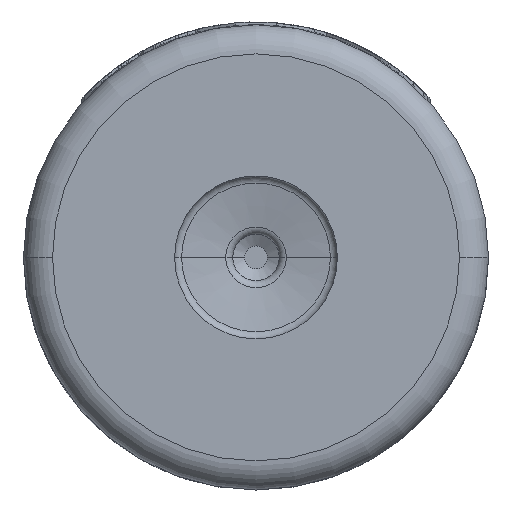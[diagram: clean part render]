
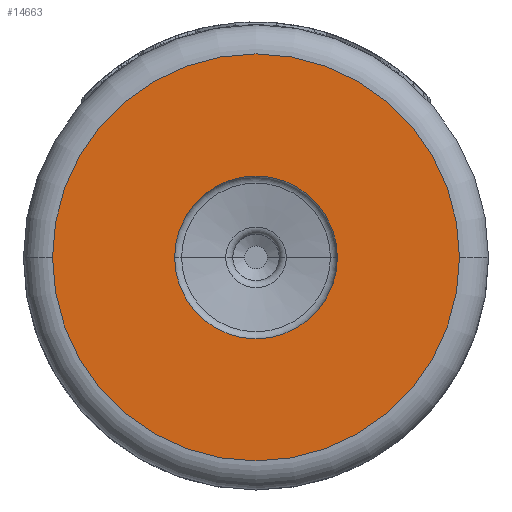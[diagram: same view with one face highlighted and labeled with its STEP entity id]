
A CAD part, front view. The second image highlights one B-rep face of the part: STEP entity #14663.
In plain terms, the highlighted planar face has unit normal (0, -1, 0).
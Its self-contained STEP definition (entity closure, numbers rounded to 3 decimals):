
#2167=CARTESIAN_POINT('',(0.,-4.,0.));
#2168=DIRECTION('',(0.,-1.,0.));
#2169=DIRECTION('',(-1.,0.,0.));
#2170=AXIS2_PLACEMENT_3D('',#2167,#2168,#2169);
#2182=CARTESIAN_POINT('',(0.,-4.,0.));
#2183=DIRECTION('',(0.,-1.,0.));
#2184=DIRECTION('',(-1.,0.,0.));
#2185=AXIS2_PLACEMENT_3D('',#2182,#2183,#2184);
#2187=CARTESIAN_POINT('',(0.,-4.,0.));
#2188=DIRECTION('',(0.,-1.,0.));
#2189=DIRECTION('',(1.,0.,0.));
#2190=AXIS2_PLACEMENT_3D('',#2187,#2188,#2189);
#2192=CARTESIAN_POINT('',(0.,-4.,0.));
#2193=DIRECTION('',(0.,-1.,0.));
#2194=DIRECTION('',(1.,0.,0.));
#2195=AXIS2_PLACEMENT_3D('',#2192,#2193,#2194);
#12245=CARTESIAN_POINT('',(-1.4,-4.,0.));
#12246=CARTESIAN_POINT('',(1.4,-4.,0.));
#12247=VERTEX_POINT('',#12245);
#12248=VERTEX_POINT('',#12246);
#12249=CARTESIAN_POINT('',(3.5,-4.,0.));
#12250=CARTESIAN_POINT('',(-3.5,-4.,0.));
#12251=VERTEX_POINT('',#12249);
#12252=VERTEX_POINT('',#12250);
#14647=CARTESIAN_POINT('',(0.,-4.,0.));
#14648=DIRECTION('',(0.,1.,0.));
#14649=DIRECTION('',(1.,0.,0.));
#14650=AXIS2_PLACEMENT_3D('',#14647,#14648,#14649);
#14651=PLANE('',#14650);
#14653=ORIENTED_EDGE('',*,*,#14652,.F.);
#14654=ORIENTED_EDGE('',*,*,#14637,.F.);
#14655=EDGE_LOOP('',(#14653,#14654));
#14656=FACE_OUTER_BOUND('',#14655,.F.);
#14658=ORIENTED_EDGE('',*,*,#14657,.T.);
#14660=ORIENTED_EDGE('',*,*,#14659,.T.);
#14661=EDGE_LOOP('',(#14658,#14660));
#14662=FACE_BOUND('',#14661,.F.);
#14663=ADVANCED_FACE('',(#14656,#14662),#14651,.F.);
#2171=CIRCLE('',#2170,3.5);
#2186=CIRCLE('',#2185,1.4);
#2191=CIRCLE('',#2190,1.4);
#2196=CIRCLE('',#2195,3.5);
#14637=EDGE_CURVE('',#12252,#12251,#2171,.T.);
#14652=EDGE_CURVE('',#12251,#12252,#2196,.T.);
#14657=EDGE_CURVE('',#12247,#12248,#2186,.T.);
#14659=EDGE_CURVE('',#12248,#12247,#2191,.T.);
